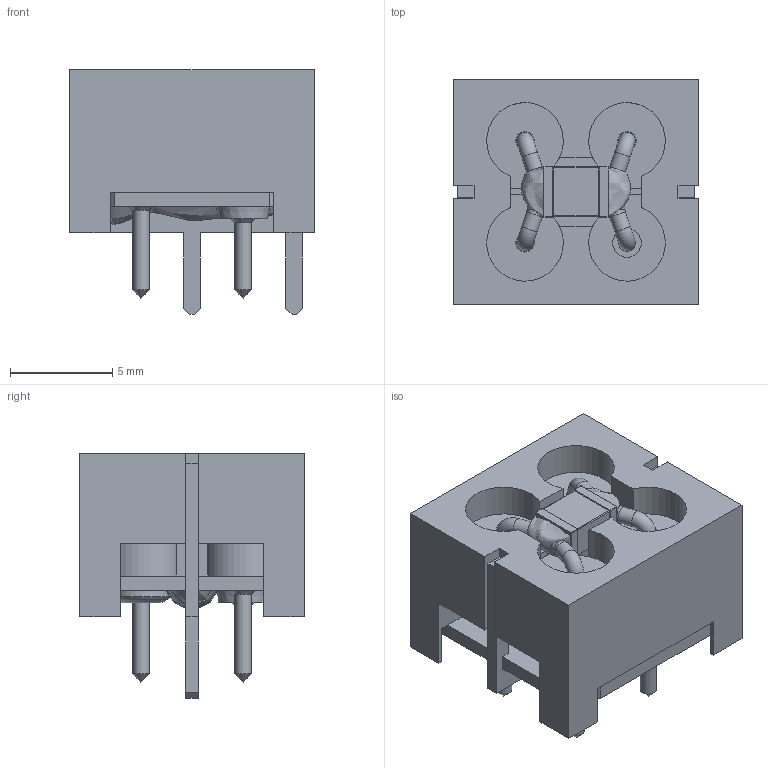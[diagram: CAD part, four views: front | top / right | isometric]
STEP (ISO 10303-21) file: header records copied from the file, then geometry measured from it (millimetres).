
FILE_DESCRIPTION(/* description */ ('STEP AP214'),/* implementation_level */ '2;1');
FILE_NAME(/* name */ 'User Library-BNX012-01.stp',/* time_stamp */ '2015-07-29T14:10:37+02:00',/* author */ ('Michael'),/* organization */ (''),/* preprocessor_version */ 'ST-DEVELOPER v16.1',/* originating_system */ 'Autodesk Inventor 2016',/* authorisation */ '');
FILE_SCHEMA (('AUTOMOTIVE_DESIGN { 1 0 10303 214 3 1 1 }'));
Length unit declared in the file: millimetre
Products named in the file (1): User Library-BNX012-01
Bounding box: 12 x 11 x 12 mm (x, y, z)
Volume: 751.9 mm3; surface area: 1121.9 mm2
Topology: 1 solids, 1 shells, 213 faces, 583 edges, 353 vertices
Faces by surface type: plane 126, cylinder 54, torus 14, sphere 8, cone 7, bspline 4
Full cylindrical faces by diameter (mm): 0.8 x14, 0.9 x3, 1.4 x1, 2.86 x2
Entity records: 12045 total; most frequent: CARTESIAN_POINT 6621, DIRECTION 1054, ORIENTED_EDGE 1038, EDGE_CURVE 519, LINE 356, VECTOR 356, AXIS2_PLACEMENT_3D 349, VERTEX_POINT 335
